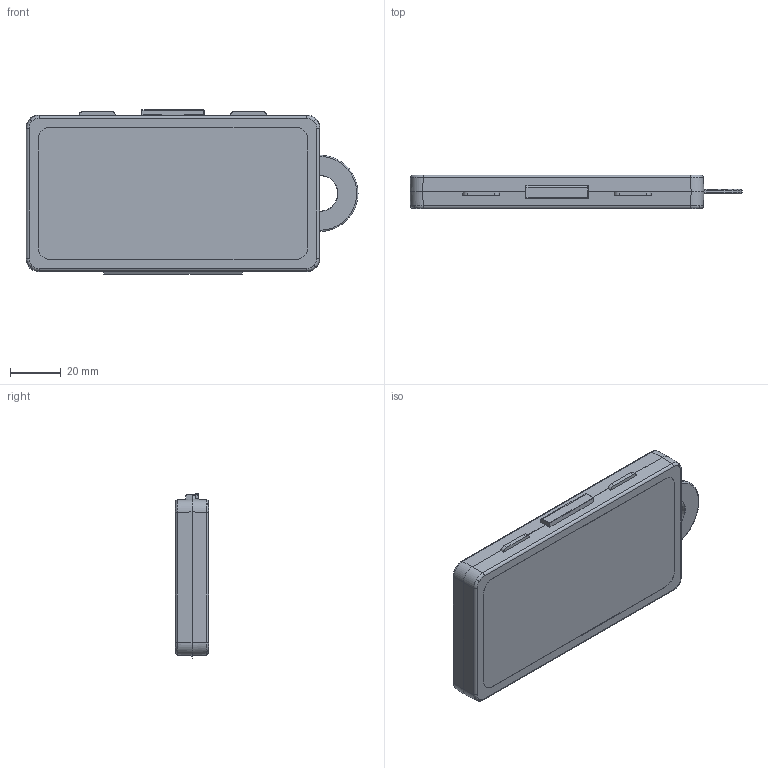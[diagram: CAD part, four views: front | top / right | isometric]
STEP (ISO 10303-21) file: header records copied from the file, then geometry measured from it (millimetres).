
FILE_DESCRIPTION (( 'STEP AP214' ), '1' );
FILE_NAME ('B123 Êîðîáêà ïëàñòèêîâàÿ, 112x58x10 ìì.STEP', '2020-04-06T13:15:38', ( '' ), ( '' ), 'SwSTEP 2.0', 'SolidWorks 2020', '' );
FILE_SCHEMA (( 'AUTOMOTIVE_DESIGN' ));
Length unit declared in the file: millimetre
Products named in the file (3): B123 Êðûøêà; B123 Êîðîáêà ïëàñòèêîâàÿ, 112x58x10 ìì; B123 Åìêîñòü
Assembly tree (2 placements, depth 2):
  B123 Êîðîáêà ïëàñòèêîâàÿ, 112x58x10 ìì
    B123 Åìêîñòü
    B123 Êðûøêà
Bounding box: 130.43 x 13 x 64.51 mm (x, y, z)
Volume: 28901.2 mm3; surface area: 37245.3 mm2
Topology: 3 solids, 3 shells, 176 faces, 441 edges, 277 vertices
Faces by surface type: plane 76, cylinder 59, bspline 32, torus 6, sphere 3
Entity records: 5852 total; most frequent: CARTESIAN_POINT 1807, ORIENTED_EDGE 882, DIRECTION 759, EDGE_CURVE 441, VERTEX_POINT 277, LINE 253, AXIS2_PLACEMENT_3D 253, VECTOR 253
